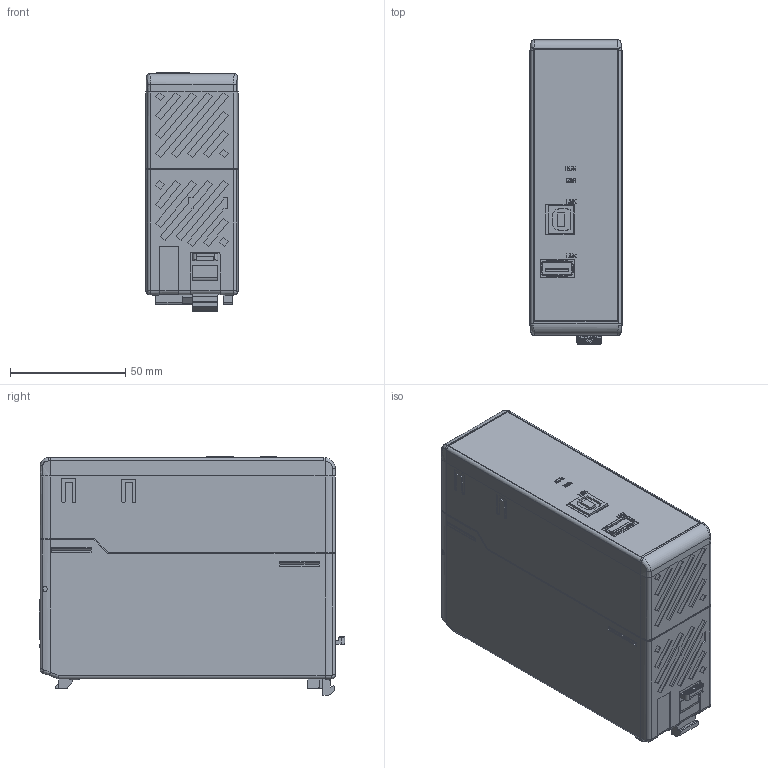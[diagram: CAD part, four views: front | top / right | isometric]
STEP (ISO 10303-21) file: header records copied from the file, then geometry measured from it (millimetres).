
FILE_DESCRIPTION (( 'STEP AP203' ), '1' );
FILE_NAME ('P3-EX.STEP', '2010-10-28T13:54:31', ( '.adc' ), ( '' ), 'SwSTEP 2.0', 'SolidWorks 2009', '' );
FILE_SCHEMA (( 'CONFIG_CONTROL_DESIGN' ));
Length unit declared in the file: millimetre
Products named in the file (1): P3-EX
Bounding box: 39.9 x 132.38 x 103.6 mm (x, y, z)
Volume: 487076.9 mm3; surface area: 44462.7 mm2
Topology: 1 solids, 4 shells, 1117 faces, 3067 edges, 2022 vertices
Faces by surface type: plane 960, cylinder 114, torus 23, bspline 16, cone 4
Entity records: 35615 total; most frequent: CARTESIAN_POINT 7122, ORIENTED_EDGE 6134, DIRECTION 5448, EDGE_CURVE 3067, VECTOR 2732, LINE 2732, VERTEX_POINT 2022, AXIS2_PLACEMENT_3D 1358
